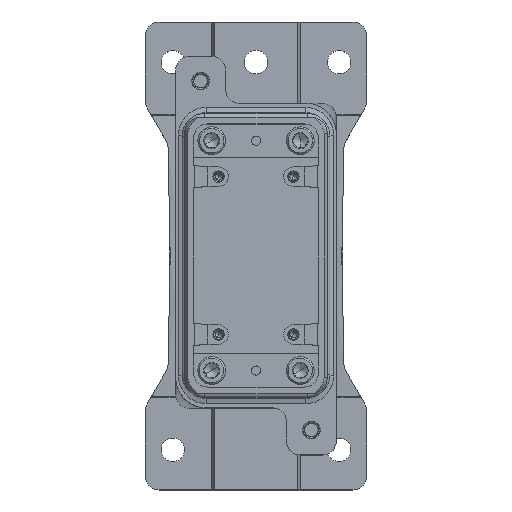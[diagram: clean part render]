
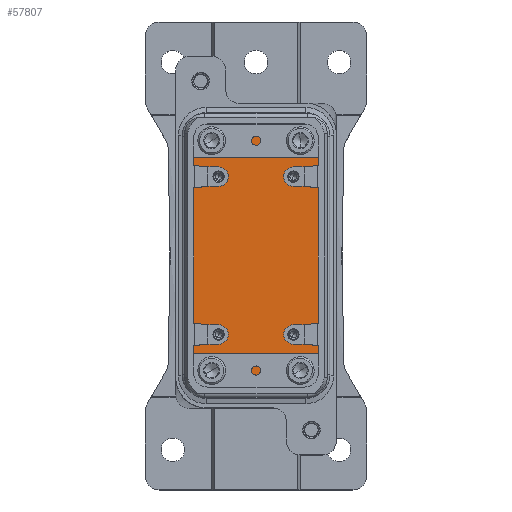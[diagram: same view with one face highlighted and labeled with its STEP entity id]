
A CAD part, top view. The second image highlights one B-rep face of the part: STEP entity #57807.
In plain terms, the highlighted planar face has unit normal (0, 0, 1).
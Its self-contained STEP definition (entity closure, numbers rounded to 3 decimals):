
#221=AXIS2_PLACEMENT_3D('Circle Axis2P3D',#219,#220,$) ;
#50405=AXIS2_PLACEMENT_3D('Circle Axis2P3D',#50403,#50404,$) ;
#50443=AXIS2_PLACEMENT_3D('Circle Axis2P3D',#50441,#50442,$) ;
#57777=AXIS2_PLACEMENT_3D('Plane Axis2P3D',#57774,#57775,#57776) ;
#57786=AXIS2_PLACEMENT_3D('Circle Axis2P3D',#57784,#57785,$) ;
#185=CARTESIAN_POINT('Vertex',(49.,43.,7.)) ;
#188=CARTESIAN_POINT('Line Origine',(49.,40.25,7.)) ;
#192=CARTESIAN_POINT('Vertex',(49.,37.5,7.)) ;
#216=CARTESIAN_POINT('Vertex',(31.,43.,7.)) ;
#219=CARTESIAN_POINT('Axis2P3D Location',(25.,43.,7.)) ;
#223=CARTESIAN_POINT('Vertex',(25.,49.,7.)) ;
#263=CARTESIAN_POINT('Vertex',(31.,37.5,7.)) ;
#266=CARTESIAN_POINT('Line Origine',(31.,40.25,7.)) ;
#11333=CARTESIAN_POINT('Vertex',(62.4,120.,7.)) ;
#11336=CARTESIAN_POINT('Line Origine',(62.4,84.5,7.)) ;
#11340=CARTESIAN_POINT('Vertex',(62.4,49.,7.)) ;
#11406=CARTESIAN_POINT('Vertex',(17.6,120.,7.)) ;
#11409=CARTESIAN_POINT('Line Origine',(21.3,120.,7.)) ;
#11413=CARTESIAN_POINT('Vertex',(25.,120.,7.)) ;
#11462=CARTESIAN_POINT('Vertex',(55.,120.,7.)) ;
#11465=CARTESIAN_POINT('Line Origine',(58.7,120.,7.)) ;
#11498=CARTESIAN_POINT('Vertex',(31.,131.5,7.)) ;
#11503=CARTESIAN_POINT('Line Origine',(40.,131.5,7.)) ;
#11507=CARTESIAN_POINT('Vertex',(49.,131.5,7.)) ;
#11529=CARTESIAN_POINT('Line Origine',(31.,128.75,7.)) ;
#11533=CARTESIAN_POINT('Vertex',(31.,126.,7.)) ;
#11573=CARTESIAN_POINT('Vertex',(17.6,49.,7.)) ;
#11576=CARTESIAN_POINT('Line Origine',(17.6,84.5,7.)) ;
#50403=CARTESIAN_POINT('Axis2P3D Location',(25.,126.,7.)) ;
#50415=CARTESIAN_POINT('Line Origine',(49.,128.75,7.)) ;
#50419=CARTESIAN_POINT('Vertex',(49.,126.,7.)) ;
#50441=CARTESIAN_POINT('Axis2P3D Location',(55.,126.,7.)) ;
#57728=CARTESIAN_POINT('Line Origine',(21.3,49.,7.)) ;
#57733=CARTESIAN_POINT('Line Origine',(58.7,49.,7.)) ;
#57737=CARTESIAN_POINT('Vertex',(55.,49.,7.)) ;
#57774=CARTESIAN_POINT('Axis2P3D Location',(40.,84.5,7.)) ;
#57779=CARTESIAN_POINT('Line Origine',(40.,37.5,7.)) ;
#57784=CARTESIAN_POINT('Axis2P3D Location',(55.,43.,7.)) ;
#189=DIRECTION('Vector Direction',(0.,1.,0.)) ;
#220=DIRECTION('Axis2P3D Direction',(0.,0.,1.)) ;
#267=DIRECTION('Vector Direction',(0.,1.,0.)) ;
#11337=DIRECTION('Vector Direction',(0.,-1.,0.)) ;
#11410=DIRECTION('Vector Direction',(1.,0.,0.)) ;
#11466=DIRECTION('Vector Direction',(-1.,0.,0.)) ;
#11504=DIRECTION('Vector Direction',(1.,0.,0.)) ;
#11530=DIRECTION('Vector Direction',(0.,-1.,0.)) ;
#11577=DIRECTION('Vector Direction',(0.,1.,0.)) ;
#50404=DIRECTION('Axis2P3D Direction',(0.,0.,1.)) ;
#50416=DIRECTION('Vector Direction',(0.,-1.,0.)) ;
#50442=DIRECTION('Axis2P3D Direction',(0.,0.,1.)) ;
#57729=DIRECTION('Vector Direction',(1.,0.,0.)) ;
#57734=DIRECTION('Vector Direction',(-1.,0.,0.)) ;
#57775=DIRECTION('Axis2P3D Direction',(0.,0.,1.)) ;
#57776=DIRECTION('Axis2P3D XDirection',(0.,-1.,0.)) ;
#57780=DIRECTION('Vector Direction',(-1.,0.,0.)) ;
#57785=DIRECTION('Axis2P3D Direction',(0.,0.,1.)) ;
#190=VECTOR('Line Direction',#189,1.) ;
#268=VECTOR('Line Direction',#267,1.) ;
#11338=VECTOR('Line Direction',#11337,1.) ;
#11411=VECTOR('Line Direction',#11410,1.) ;
#11467=VECTOR('Line Direction',#11466,1.) ;
#11505=VECTOR('Line Direction',#11504,1.) ;
#11531=VECTOR('Line Direction',#11530,1.) ;
#11578=VECTOR('Line Direction',#11577,1.) ;
#50417=VECTOR('Line Direction',#50416,1.) ;
#57730=VECTOR('Line Direction',#57729,1.) ;
#57735=VECTOR('Line Direction',#57734,1.) ;
#57781=VECTOR('Line Direction',#57780,1.) ;
#57790=ORIENTED_EDGE('',*,*,#57783,.T.) ;
#57791=ORIENTED_EDGE('',*,*,#194,.T.) ;
#57792=ORIENTED_EDGE('',*,*,#57788,.F.) ;
#57793=ORIENTED_EDGE('',*,*,#57739,.F.) ;
#57794=ORIENTED_EDGE('',*,*,#11342,.T.) ;
#57795=ORIENTED_EDGE('',*,*,#11469,.T.) ;
#57796=ORIENTED_EDGE('',*,*,#50445,.F.) ;
#57797=ORIENTED_EDGE('',*,*,#50421,.F.) ;
#57798=ORIENTED_EDGE('',*,*,#11509,.T.) ;
#57799=ORIENTED_EDGE('',*,*,#11535,.T.) ;
#57800=ORIENTED_EDGE('',*,*,#50407,.F.) ;
#57801=ORIENTED_EDGE('',*,*,#11415,.F.) ;
#57802=ORIENTED_EDGE('',*,*,#11580,.T.) ;
#57803=ORIENTED_EDGE('',*,*,#57732,.T.) ;
#57804=ORIENTED_EDGE('',*,*,#225,.F.) ;
#57805=ORIENTED_EDGE('',*,*,#270,.F.) ;
#57807=ADVANCED_FACE('Housing',(#57806),#57778,.T.) ;
#222=CIRCLE('generated circle',#221,6.) ;
#50406=CIRCLE('generated circle',#50405,6.) ;
#50444=CIRCLE('generated circle',#50443,6.) ;
#57787=CIRCLE('generated circle',#57786,6.) ;
#194=EDGE_CURVE('',#193,#186,#191,.T.) ;
#225=EDGE_CURVE('',#217,#224,#222,.T.) ;
#270=EDGE_CURVE('',#264,#217,#269,.T.) ;
#11342=EDGE_CURVE('',#11341,#11334,#11339,.F.) ;
#11415=EDGE_CURVE('',#11407,#11414,#11412,.T.) ;
#11469=EDGE_CURVE('',#11334,#11463,#11468,.T.) ;
#11509=EDGE_CURVE('',#11508,#11499,#11506,.F.) ;
#11535=EDGE_CURVE('',#11499,#11534,#11532,.T.) ;
#11580=EDGE_CURVE('',#11407,#11574,#11579,.F.) ;
#50407=EDGE_CURVE('',#11414,#11534,#50406,.T.) ;
#50421=EDGE_CURVE('',#11508,#50420,#50418,.T.) ;
#50445=EDGE_CURVE('',#50420,#11463,#50444,.T.) ;
#57732=EDGE_CURVE('',#11574,#224,#57731,.T.) ;
#57739=EDGE_CURVE('',#11341,#57738,#57736,.T.) ;
#57783=EDGE_CURVE('',#264,#193,#57782,.F.) ;
#57788=EDGE_CURVE('',#57738,#186,#57787,.T.) ;
#57789=EDGE_LOOP('',(#57790,#57791,#57792,#57793,#57794,#57795,#57796,#57797,#57798,#57799,#57800,#57801,#57802,#57803,#57804,#57805)) ;
#57806=FACE_OUTER_BOUND('',#57789,.T.) ;
#191=LINE('Line',#188,#190) ;
#269=LINE('Line',#266,#268) ;
#11339=LINE('Line',#11336,#11338) ;
#11412=LINE('Line',#11409,#11411) ;
#11468=LINE('Line',#11465,#11467) ;
#11506=LINE('Line',#11503,#11505) ;
#11532=LINE('Line',#11529,#11531) ;
#11579=LINE('Line',#11576,#11578) ;
#50418=LINE('Line',#50415,#50417) ;
#57731=LINE('Line',#57728,#57730) ;
#57736=LINE('Line',#57733,#57735) ;
#57782=LINE('Line',#57779,#57781) ;
#57778=PLANE('',#57777) ;
#186=VERTEX_POINT('',#185) ;
#193=VERTEX_POINT('',#192) ;
#217=VERTEX_POINT('',#216) ;
#224=VERTEX_POINT('',#223) ;
#264=VERTEX_POINT('',#263) ;
#11334=VERTEX_POINT('',#11333) ;
#11341=VERTEX_POINT('',#11340) ;
#11407=VERTEX_POINT('',#11406) ;
#11414=VERTEX_POINT('',#11413) ;
#11463=VERTEX_POINT('',#11462) ;
#11499=VERTEX_POINT('',#11498) ;
#11508=VERTEX_POINT('',#11507) ;
#11534=VERTEX_POINT('',#11533) ;
#11574=VERTEX_POINT('',#11573) ;
#50420=VERTEX_POINT('',#50419) ;
#57738=VERTEX_POINT('',#57737) ;
